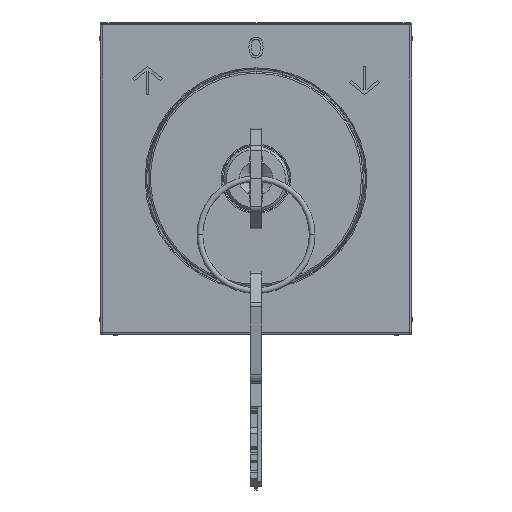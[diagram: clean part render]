
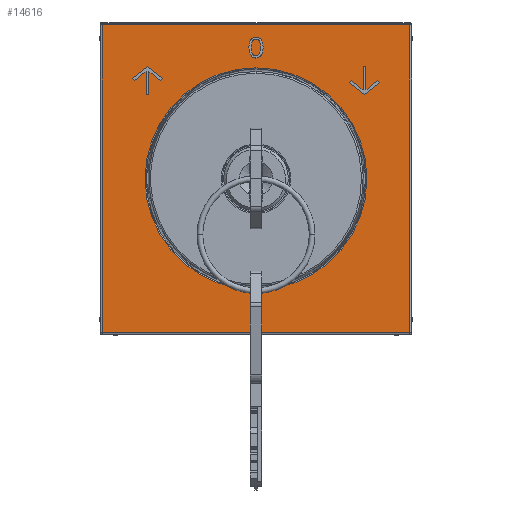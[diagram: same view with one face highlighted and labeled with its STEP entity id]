
A CAD part, top view. The second image highlights one B-rep face of the part: STEP entity #14616.
In plain terms, the highlighted face is planar.
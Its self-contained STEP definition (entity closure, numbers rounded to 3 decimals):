
#3952=DIRECTION('',(1.,0.,0.));
#3953=VECTOR('',#3952,54.881);
#3954=CARTESIAN_POINT('',(-27.44,10.,27.44));
#3955=LINE('6590',#3954,#3953);
#3959=DIRECTION('',(0.,0.,1.));
#3960=VECTOR('',#3959,54.881);
#3961=CARTESIAN_POINT('',(-27.44,10.,-27.44));
#3962=LINE('6594',#3961,#3960);
#3966=DIRECTION('',(-1.,0.,0.));
#3967=VECTOR('',#3966,54.881);
#3968=CARTESIAN_POINT('',(27.44,10.,-27.44));
#3969=LINE('6600',#3968,#3967);
#3973=DIRECTION('',(0.,0.,-1.));
#3974=VECTOR('',#3973,54.881);
#3975=CARTESIAN_POINT('',(27.44,10.,27.44));
#3976=LINE('6605',#3975,#3974);
#3980=CARTESIAN_POINT('',(0.,10.,0.));
#3981=DIRECTION('',(0.,-1.,0.));
#3982=DIRECTION('',(-1.,0.,0.));
#3983=AXIS2_PLACEMENT_3D('',#3980,#3981,#3982);
#3988=CARTESIAN_POINT('',(0.,10.,0.));
#3989=DIRECTION('',(0.,-1.,0.));
#3990=DIRECTION('',(1.,0.,0.));
#3991=AXIS2_PLACEMENT_3D('',#3988,#3989,#3990);
#11076=CARTESIAN_POINT('',(-27.44,10.,27.44));
#11077=CARTESIAN_POINT('',(27.44,10.,27.44));
#11078=VERTEX_POINT('',#11076);
#11079=VERTEX_POINT('',#11077);
#11086=CARTESIAN_POINT('',(-27.44,10.,-27.44));
#11087=VERTEX_POINT('',#11086);
#11098=CARTESIAN_POINT('',(27.44,10.,-27.44));
#11099=VERTEX_POINT('',#11098);
#11486=CARTESIAN_POINT('',(-19.775,10.,0.));
#11487=CARTESIAN_POINT('',(19.775,10.,0.));
#11488=VERTEX_POINT('',#11486);
#11489=VERTEX_POINT('',#11487);
#14596=CARTESIAN_POINT('',(0.,10.,0.));
#14597=DIRECTION('',(0.,1.,0.));
#14598=DIRECTION('',(0.,0.,-1.));
#14599=AXIS2_PLACEMENT_3D('',#14596,#14597,#14598);
#14600=PLANE('1910',#14599);
#14602=ORIENTED_EDGE('6590',*,*,#14601,.F.);
#14604=ORIENTED_EDGE('6594',*,*,#14603,.F.);
#14606=ORIENTED_EDGE('6600',*,*,#14605,.F.);
#14608=ORIENTED_EDGE('6605',*,*,#14607,.F.);
#14609=EDGE_LOOP('1910',(#14602,#14604,#14606,#14608));
#14610=FACE_OUTER_BOUND('1910',#14609,.F.);
#14612=ORIENTED_EDGE('10691',*,*,#14611,.F.);
#14613=ORIENTED_EDGE('10693',*,*,#14586,.F.);
#14614=EDGE_LOOP('1910',(#14612,#14613));
#14615=FACE_BOUND('1910',#14614,.F.);
#3984=CIRCLE('10691',#3983,19.775);
#3992=CIRCLE('10693',#3991,19.775);
#14586=EDGE_CURVE('10693',#11489,#11488,#3992,.T.);
#14601=EDGE_CURVE('6590',#11078,#11079,#3955,.T.);
#14603=EDGE_CURVE('6594',#11087,#11078,#3962,.T.);
#14605=EDGE_CURVE('6600',#11099,#11087,#3969,.T.);
#14607=EDGE_CURVE('6605',#11079,#11099,#3976,.T.);
#14611=EDGE_CURVE('10691',#11488,#11489,#3984,.T.);
#14616=ADVANCED_FACE('1910',(#14610,#14615),#14600,.T.);
